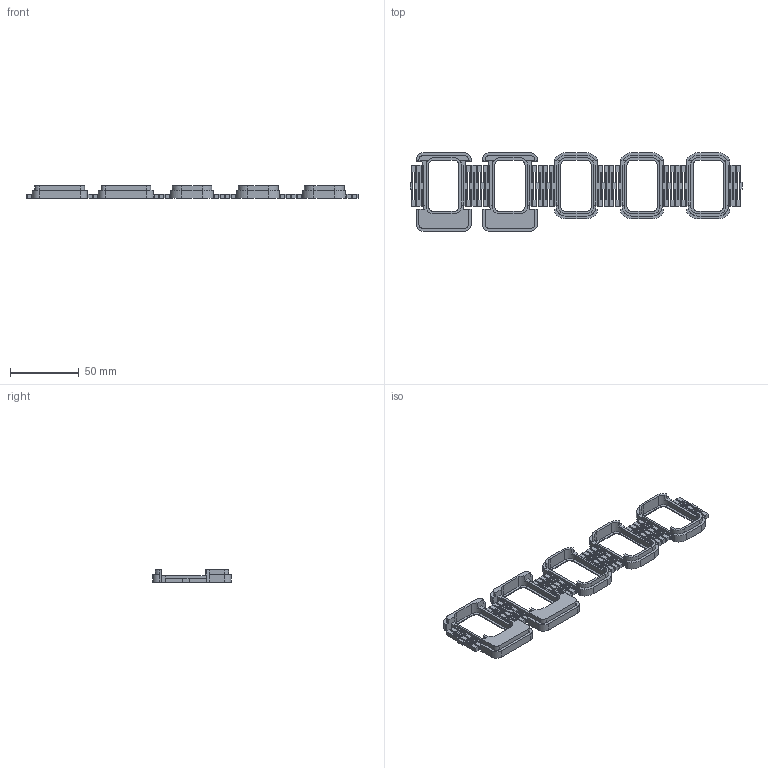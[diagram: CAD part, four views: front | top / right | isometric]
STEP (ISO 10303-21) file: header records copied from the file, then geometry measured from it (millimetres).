
FILE_DESCRIPTION(/* description */ ('','CAx-IF Rec.Pracs.---Representation and Presentation of Product Manufacturing Information (PMI)---4.0---2014-10-13'),/* implementation_level */ '2;1');
FILE_NAME(/* name */ 'Mainbody.step',/* time_stamp */ '2024-11-24T17:53:59-06:00',/* author */ (''),/* organization */ (''),/* preprocessor_version */ 'ST-DEVELOPER v20',/* originating_system */ 'Autodesk Translation Framework v13.20.0.188',/* authorisation */ '');
FILE_SCHEMA (('AP242_MANAGED_MODEL_BASED_3D_ENGINEERING_MIM_LF { 1 0 10303 442 1 1 4 }'));
Length unit declared in the file: millimetre
Products named in the file (1): FusionComponent
Bounding box: 241 x 57 x 9.2 mm (x, y, z)
Volume: 26521 mm3; surface area: 27984.9 mm2
Topology: 1 solids, 1 shells, 542 faces, 1610 edges, 1070 vertices
Faces by surface type: plane 458, cylinder 84
Entity records: 18078 total; most frequent: CARTESIAN_POINT 3223, ORIENTED_EDGE 3220, DIRECTION 2880, EDGE_CURVE 1610, LINE 1426, VECTOR 1426, VERTEX_POINT 1070, AXIS2_PLACEMENT_3D 727
